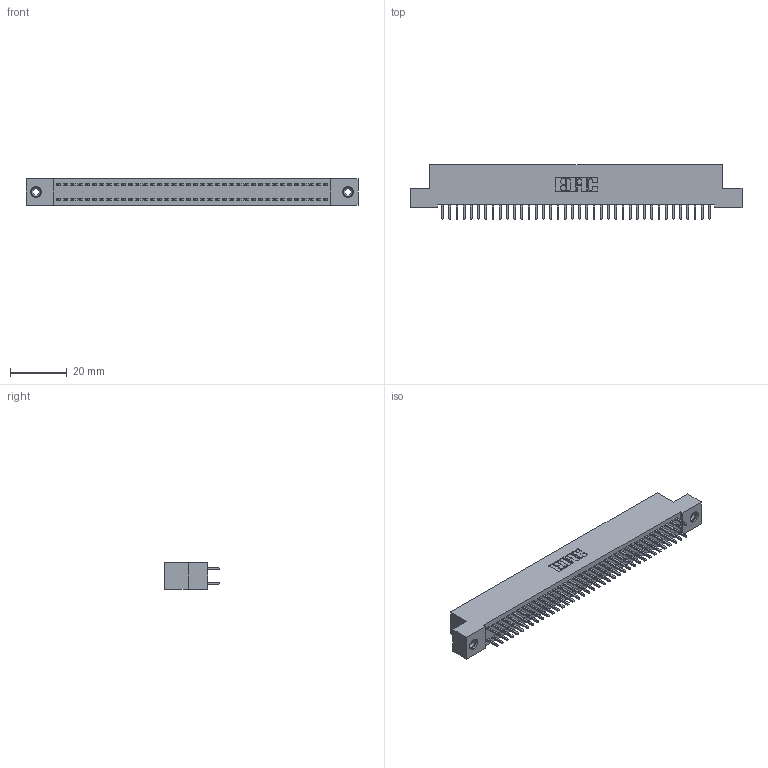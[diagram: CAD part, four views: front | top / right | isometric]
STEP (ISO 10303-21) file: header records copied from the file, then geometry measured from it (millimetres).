
FILE_DESCRIPTION (( 'STEP AP203' ), '1' );
FILE_NAME ('392-076-521-208.STEP', '2019-10-09T13:22:27', ( '' ), ( '' ), 'SwSTEP 2.0', 'SolidWorks 2016', '' );
FILE_SCHEMA (( 'CONFIG_CONTROL_DESIGN' ));
Length unit declared in the file: inch
Products named in the file (4): 342 Part_TI; 345-292-001_345-293-121; 345-250-001_345-250-003-102; 392-076-521-208
Assembly tree (79 placements, depth 2):
  392-076-521-208
    342 Part_TI
    345-292-001_345-293-121  x76
    345-250-001_345-250-003-102  x2
Bounding box: 116.84 x 19.06 x 9.4 mm (x, y, z)
Volume: 10442.4 mm3; surface area: 16699.3 mm2
Topology: 79 solids, 79 shells, 4122 faces, 12215 edges, 8034 vertices
Faces by surface type: plane 2834, cylinder 1272, cone 12, torus 4
Entity records: 26036 total; most frequent: CARTESIAN_POINT 4301, ORIENTED_EDGE 4230, DIRECTION 3713, EDGE_CURVE 2115, VECTOR 1967, LINE 1967, VERTEX_POINT 1404, AXIS2_PLACEMENT_3D 873
